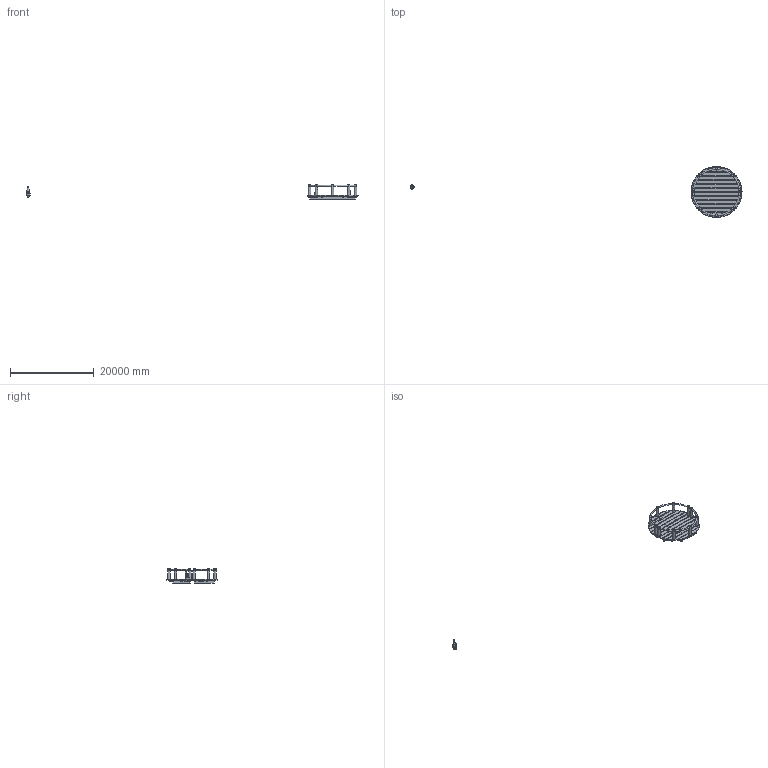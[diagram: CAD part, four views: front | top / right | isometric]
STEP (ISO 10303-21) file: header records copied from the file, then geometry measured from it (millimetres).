
FILE_DESCRIPTION(('STEP AP214'),'1');
FILE_NAME('.stp','2017-01-18T07:56:17',(' '),(' '),'Spatial InterOp 3D',' ',' ');
FILE_SCHEMA(('automotive_design'));
Length unit declared in the file: millimetre
Products named in the file (47): 908 Ensemble hotte+socle15; 908 Ensemble hotte+socle14; Grille 998 C - Copie; 998 grille de decendrage centrale rèf 00213; 998 grille de decendrage centrale rèf 00212; 998 grille de decendrage centrale rèf 00211; 998 grille de decendrage centrale rèf 00210; 998 grille de decendrage centrale rèf 0029; 998 grille de decendrage centrale rèf 0028; 998 grille de decendrage centrale rèf 0027; 998 grille de decendrage centrale rèf 0026; 998 grille de decendrage centrale rèf 0025; 998 grille de decendrage centrale rèf 0024; 998 grille de decendrage centrale rèf 0023; 998 grille de decendrage centrale rèf 0022; 998 grille de decendrage centrale rèf 0021; 998 grille de decendrage centrale rèf 0020; Hotte (Renvoi de fumée); Hotte (Cylindre Ø 275 ext ); Hotte (Cylindre Ø 284 ext ); Rail suppérieur (Renvoi de fumée); Hotte; Hotte (Base); Socle (Raidisseur); Socle (Palette bis); Socle (Cylindre Ø 470 mm extérieur 25/10è); Socle (Cylindre Ø 495 mm extérieur 25/10è); Socle (Plateau briques); Socle (pied déporté); Socle (Plateau repoussé); Socle (Platine sol); Rail suppérieur (Patte de fixation B); Rail suppérieur (Patte de fixation A); Rail suppérieur (Façade démontable cylindre Ø 820 ext); Rail suppérieur (Cylindre Ø 859 ext); Rail suppérieur (Plateau); Rail suppérieur (Cylindre Ø 820 ext); Socle (Palette); Socle (Fond); Socle (Rail repoussé)
Assembly tree (54 placements, depth 3):
  (unnamed)
    908 Ensemble hotte+socle15  x2
    908 Ensemble hotte+socle14  x2
    Grille 998 C - Copie
      998 grille de decendrage centrale rèf 00213
      998 grille de decendrage centrale rèf 00212
      998 grille de decendrage centrale rèf 00211
      998 grille de decendrage centrale rèf 00210
      998 grille de decendrage centrale rèf 0029
      998 grille de decendrage centrale rèf 0028
      998 grille de decendrage centrale rèf 0027
      998 grille de decendrage centrale rèf 0026
      998 grille de decendrage centrale rèf 0025
      998 grille de decendrage centrale rèf 0024
      998 grille de decendrage centrale rèf 0023
      998 grille de decendrage centrale rèf 0022
      998 grille de decendrage centrale rèf 0021
      998 grille de decendrage centrale rèf 0020
    Hotte (Renvoi de fumée)
      Hotte (Renvoi de fumée)
      Hotte (Renvoi de fumée)
    Hotte (Cylindre Ø 275 ext )
    Hotte (Cylindre Ø 284 ext )
    Rail suppérieur (Renvoi de fumée)
      Rail suppérieur (Renvoi de fumée)
      Rail suppérieur (Renvoi de fumée)
    Hotte
    Hotte (Base)
    Socle (Raidisseur)  x7
    Socle (Palette bis)
    Socle (Cylindre Ø 470 mm extérieur 25/10è)
    Socle (Cylindre Ø 495 mm extérieur 25/10è)
    Socle (Plateau briques)
    Socle (pied déporté)
      Socle (pied déporté)
      Socle (pied déporté)
    Socle (Plateau repoussé)
    Socle (Platine sol)
    Rail suppérieur (Patte de fixation B)
    Rail suppérieur (Patte de fixation A)
    Rail suppérieur (Façade démontable cylindre Ø 820 ext)
    Rail suppérieur (Cylindre Ø 859 ext)
    Rail suppérieur (Plateau)
    Rail suppérieur (Cylindre Ø 820 ext)
    Socle (Palette)
    Socle (Fond)
    Socle (Rail repoussé)
Bounding box: 79403.64 x 12192 x 3454.4 mm (x, y, z)
Volume: 44108522315.4 mm3; surface area: 480694837.9 mm2
Topology: 50 solids, 50 shells, 802 faces, 2058 edges, 1363 vertices
Faces by surface type: plane 610, cylinder 149, bspline 23, cone 10, offset 7, torus 2, extrusion 1
Full cylindrical faces by diameter (mm): 3.3 x2, 4.2 x4, 5 x2, 6 x14, 7 x4, 7.2 x9, 8 x3, 10 x3, 200 x1, 270 x1, 275 x1, 279 x1, 284 x1, 304.8 x10, 465 x2, 470 x1, 480 x1, 490 x1, 495 x1, 761.5 x1, 762 x1, 768 x1, 815 x1, 816 x1, 820 x3, 844 x1, 848 x1, 854 x2, 859 x1, 900 x1
Entity records: 38387 total; most frequent: CARTESIAN_POINT 15472, ORIENTED_EDGE 3346, DIRECTION 3170, EDGE_CURVE 1673, VERTEX_POINT 1149, VECTOR 1078, LINE 1077, AXIS2_PLACEMENT_3D 1046
